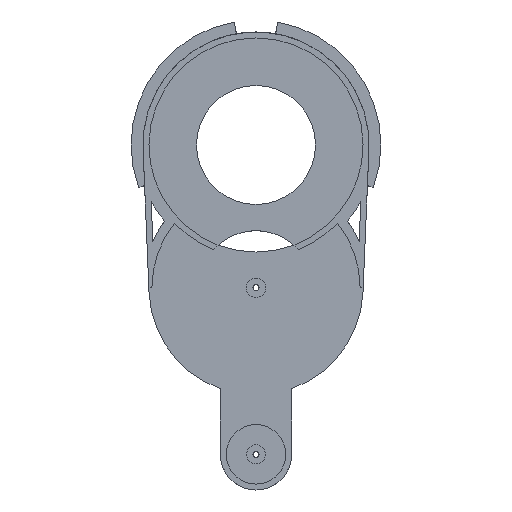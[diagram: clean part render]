
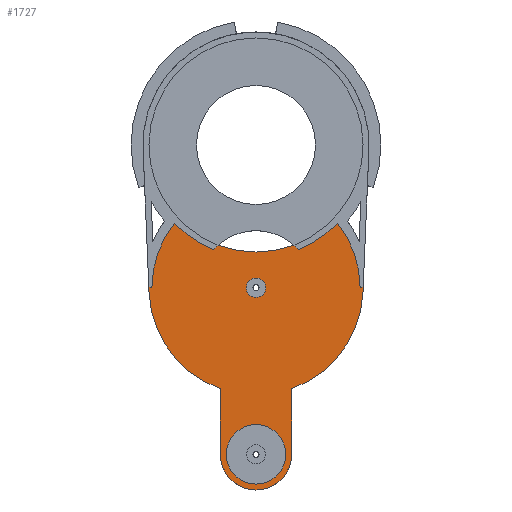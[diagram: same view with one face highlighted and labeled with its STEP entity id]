
A CAD part, left-side view. The second image highlights one B-rep face of the part: STEP entity #1727.
In plain terms, the highlighted planar face has unit normal (-1, 0, 0).
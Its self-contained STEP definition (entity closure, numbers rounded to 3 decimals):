
#32=FACE_BOUND('',#372,.T.);
#33=FACE_BOUND('',#373,.T.);
#99=CIRCLE('',#1763,43.75);
#100=CIRCLE('',#1765,45.);
#139=CIRCLE('',#1838,43.75);
#140=CIRCLE('',#1840,45.);
#144=CIRCLE('',#1847,12.5);
#160=CIRCLE('',#1886,4.1);
#171=CIRCLE('',#1905,15.);
#177=CIRCLE('',#1917,45.);
#265=FACE_OUTER_BOUND('',#371,.T.);
#371=EDGE_LOOP('',(#1567,#1568,#1569,#1570,#1571,#1572,#1573,#1574,#1575,
#1576,#1577,#1578,#1579,#1580,#1581,#1582));
#372=EDGE_LOOP('',(#1583));
#373=EDGE_LOOP('',(#1584));
#390=LINE('',#2487,#536);
#396=LINE('',#2499,#542);
#404=LINE('',#2527,#550);
#410=LINE('',#2540,#556);
#413=LINE('',#2544,#559);
#464=LINE('',#2871,#610);
#467=LINE('',#2878,#613);
#474=LINE('',#2898,#620);
#481=LINE('',#2925,#627);
#484=LINE('',#2929,#630);
#536=VECTOR('',#1971,10.);
#542=VECTOR('',#1979,10.);
#550=VECTOR('',#2007,10.);
#556=VECTOR('',#2017,10.);
#559=VECTOR('',#2022,10.);
#610=VECTOR('',#2199,10.);
#613=VECTOR('',#2204,10.);
#620=VECTOR('',#2227,10.);
#627=VECTOR('',#2256,10.);
#630=VECTOR('',#2261,10.);
#681=VERTEX_POINT('',#2483);
#683=VERTEX_POINT('',#2486);
#687=VERTEX_POINT('',#2496);
#688=VERTEX_POINT('',#2498);
#695=VERTEX_POINT('',#2514);
#696=VERTEX_POINT('',#2517);
#698=VERTEX_POINT('',#2526);
#703=VERTEX_POINT('',#2539);
#769=VERTEX_POINT('',#2864);
#772=VERTEX_POINT('',#2869);
#774=VERTEX_POINT('',#2875);
#775=VERTEX_POINT('',#2877);
#778=VERTEX_POINT('',#2887);
#779=VERTEX_POINT('',#2889);
#780=VERTEX_POINT('',#2896);
#782=VERTEX_POINT('',#2904);
#789=VERTEX_POINT('',#2924);
#812=VERTEX_POINT('',#3036);
#854=EDGE_CURVE('',#681,#683,#390,.T.);
#860=EDGE_CURVE('',#687,#688,#396,.T.);
#870=EDGE_CURVE('',#696,#695,#99,.T.);
#871=EDGE_CURVE('',#688,#681,#100,.T.);
#874=EDGE_CURVE('',#698,#695,#404,.T.);
#880=EDGE_CURVE('',#703,#696,#410,.T.);
#883=EDGE_CURVE('',#698,#687,#413,.T.);
#979=EDGE_CURVE('',#769,#772,#464,.T.);
#982=EDGE_CURVE('',#775,#774,#467,.T.);
#988=EDGE_CURVE('',#779,#778,#139,.T.);
#990=EDGE_CURVE('',#774,#769,#140,.T.);
#993=EDGE_CURVE('',#780,#778,#474,.T.);
#997=EDGE_CURVE('',#782,#782,#144,.T.);
#1005=EDGE_CURVE('',#789,#779,#481,.T.);
#1008=EDGE_CURVE('',#780,#775,#484,.T.);
#1043=EDGE_CURVE('',#812,#812,#160,.T.);
#1066=EDGE_CURVE('',#772,#683,#171,.T.);
#1076=EDGE_CURVE('',#703,#789,#177,.T.);
#1567=ORIENTED_EDGE('',*,*,#1066,.T.);
#1568=ORIENTED_EDGE('',*,*,#854,.F.);
#1569=ORIENTED_EDGE('',*,*,#871,.F.);
#1570=ORIENTED_EDGE('',*,*,#860,.F.);
#1571=ORIENTED_EDGE('',*,*,#883,.F.);
#1572=ORIENTED_EDGE('',*,*,#874,.T.);
#1573=ORIENTED_EDGE('',*,*,#870,.F.);
#1574=ORIENTED_EDGE('',*,*,#880,.F.);
#1575=ORIENTED_EDGE('',*,*,#1076,.T.);
#1576=ORIENTED_EDGE('',*,*,#1005,.T.);
#1577=ORIENTED_EDGE('',*,*,#988,.T.);
#1578=ORIENTED_EDGE('',*,*,#993,.F.);
#1579=ORIENTED_EDGE('',*,*,#1008,.T.);
#1580=ORIENTED_EDGE('',*,*,#982,.T.);
#1581=ORIENTED_EDGE('',*,*,#990,.T.);
#1582=ORIENTED_EDGE('',*,*,#979,.T.);
#1583=ORIENTED_EDGE('',*,*,#997,.F.);
#1584=ORIENTED_EDGE('',*,*,#1043,.F.);
#1639=PLANE('',#1924);
#1727=ADVANCED_FACE('',(#265,#32,#33),#1639,.F.);
#1763=AXIS2_PLACEMENT_3D('',#2519,#1996,#1997);
#1765=AXIS2_PLACEMENT_3D('',#2521,#2000,#2001);
#1838=AXIS2_PLACEMENT_3D('',#2890,#2215,#2216);
#1840=AXIS2_PLACEMENT_3D('',#2893,#2220,#2221);
#1847=AXIS2_PLACEMENT_3D('',#2906,#2237,#2238);
#1886=AXIS2_PLACEMENT_3D('',#3037,#2341,#2342);
#1905=AXIS2_PLACEMENT_3D('',#3081,#2391,#2392);
#1917=AXIS2_PLACEMENT_3D('',#3099,#2418,#2419);
#1924=AXIS2_PLACEMENT_3D('',#3149,#2435,#2436);
#1971=DIRECTION('',(0.,0.,-1.));
#1979=DIRECTION('',(0.,0.042,-0.999));
#1996=DIRECTION('center_axis',(1.,0.,0.));
#1997=DIRECTION('ref_axis',(0.,1.,0.));
#2000=DIRECTION('center_axis',(1.,0.,0.));
#2001=DIRECTION('ref_axis',(0.,-0.999,-0.042));
#2007=DIRECTION('',(0.,1.,-0.003));
#2017=DIRECTION('',(0.,0.042,-0.999));
#2022=DIRECTION('',(0.,-0.999,-0.042));
#2199=DIRECTION('',(0.,0.,-1.));
#2204=DIRECTION('',(0.,-0.042,-0.999));
#2215=DIRECTION('center_axis',(-1.,0.,0.));
#2216=DIRECTION('ref_axis',(0.,-1.,0.));
#2220=DIRECTION('center_axis',(-1.,0.,0.));
#2221=DIRECTION('ref_axis',(0.,0.999,-0.042));
#2227=DIRECTION('',(0.,-1.,-0.003));
#2237=DIRECTION('center_axis',(-1.,0.,0.));
#2238=DIRECTION('ref_axis',(0.,1.,0.));
#2256=DIRECTION('',(0.,-0.042,-0.999));
#2261=DIRECTION('',(0.,0.999,-0.042));
#2341=DIRECTION('center_axis',(-1.,0.,0.));
#2342=DIRECTION('ref_axis',(0.,1.,0.));
#2391=DIRECTION('center_axis',(-1.,0.,0.));
#2392=DIRECTION('ref_axis',(0.,-1.,0.));
#2418=DIRECTION('center_axis',(1.,0.,0.));
#2419=DIRECTION('ref_axis',(0.,1.,0.));
#2435=DIRECTION('center_axis',(1.,0.,0.));
#2436=DIRECTION('ref_axis',(0.,1.,0.));
#2483=CARTESIAN_POINT('',(96.,48.678,57.468));
#2486=CARTESIAN_POINT('',(96.,48.678,29.894));
#2487=CARTESIAN_POINT('',(96.,48.678,99.894));
#2496=CARTESIAN_POINT('',(96.,18.633,100.03));
#2498=CARTESIAN_POINT('',(96.,18.717,98.019));
#2499=CARTESIAN_POINT('',(96.,16.219,157.915));
#2514=CARTESIAN_POINT('',(96.,19.928,100.028));
#2517=CARTESIAN_POINT('',(96.,29.37,127.042));
#2519=CARTESIAN_POINT('Origin',(96.,63.678,99.894));
#2521=CARTESIAN_POINT('Origin',(96.,63.678,99.894));
#2526=CARTESIAN_POINT('',(96.,18.678,100.032));
#2527=CARTESIAN_POINT('',(96.,63.678,99.894));
#2539=CARTESIAN_POINT('',(96.,29.206,130.969));
#2540=CARTESIAN_POINT('',(96.,28.714,142.723));
#2544=CARTESIAN_POINT('',(96.,42.362,101.019));
#2864=CARTESIAN_POINT('',(96.,78.678,57.468));
#2869=CARTESIAN_POINT('',(96.,78.678,29.894));
#2871=CARTESIAN_POINT('',(96.,78.678,99.894));
#2875=CARTESIAN_POINT('',(96.,108.638,98.019));
#2877=CARTESIAN_POINT('',(96.,108.722,100.03));
#2878=CARTESIAN_POINT('',(96.,111.136,157.915));
#2887=CARTESIAN_POINT('',(96.,107.427,100.028));
#2889=CARTESIAN_POINT('',(96.,97.985,127.042));
#2890=CARTESIAN_POINT('Origin',(96.,63.678,99.894));
#2893=CARTESIAN_POINT('Origin',(96.,63.678,99.894));
#2896=CARTESIAN_POINT('',(96.,108.677,100.032));
#2898=CARTESIAN_POINT('',(96.,63.678,99.894));
#2904=CARTESIAN_POINT('',(96.,51.178,29.894));
#2906=CARTESIAN_POINT('Origin',(96.,63.678,29.894));
#2924=CARTESIAN_POINT('',(96.,98.15,130.969));
#2925=CARTESIAN_POINT('',(96.,98.641,142.723));
#2929=CARTESIAN_POINT('',(96.,84.993,101.019));
#3036=CARTESIAN_POINT('',(96.,67.778,99.894));
#3037=CARTESIAN_POINT('Origin',(96.,63.678,99.894));
#3081=CARTESIAN_POINT('Origin',(96.,63.678,29.894));
#3099=CARTESIAN_POINT('Origin',(96.,63.678,159.894));
#3149=CARTESIAN_POINT('Origin',(96.,63.678,159.894));
